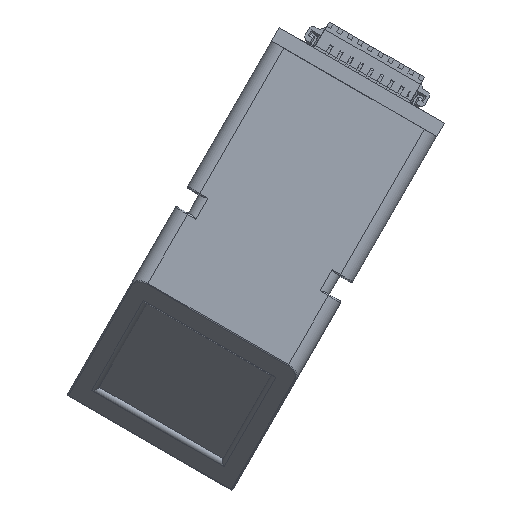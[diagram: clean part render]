
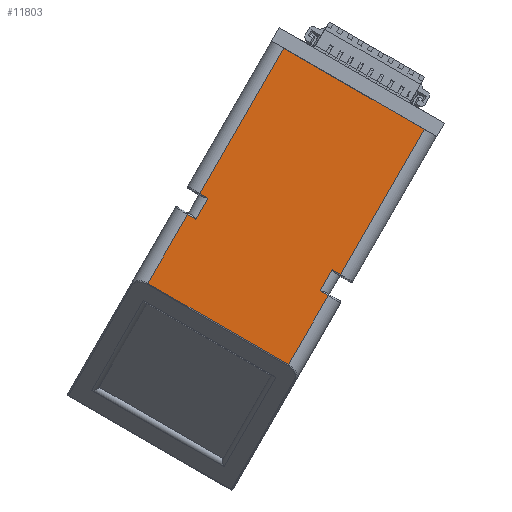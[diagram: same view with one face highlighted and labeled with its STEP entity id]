
A CAD part, top view. The second image highlights one B-rep face of the part: STEP entity #11803.
In plain terms, the highlighted face is planar.
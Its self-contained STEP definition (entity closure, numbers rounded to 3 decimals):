
#916=FACE_OUTER_BOUND('',#1587,.T.);
#1587=EDGE_LOOP('',(#10280,#10281,#10282,#10283,#10284,#10285,#10286,#10287,
#10288,#10289,#10290,#10291));
#3044=LINE('',#18801,#4558);
#3064=LINE('',#18865,#4578);
#3065=LINE('',#18867,#4579);
#3066=LINE('',#18869,#4580);
#3067=LINE('',#18871,#4581);
#3068=LINE('',#18873,#4582);
#3069=LINE('',#18875,#4583);
#3070=LINE('',#18877,#4584);
#3071=LINE('',#18879,#4585);
#3072=LINE('',#18881,#4586);
#3073=LINE('',#18883,#4587);
#3074=LINE('',#18884,#4588);
#4558=VECTOR('',#15436,10.);
#4578=VECTOR('',#15488,10.);
#4579=VECTOR('',#15491,10.);
#4580=VECTOR('',#15492,10.);
#4581=VECTOR('',#15493,10.);
#4582=VECTOR('',#15494,10.);
#4583=VECTOR('',#15495,10.);
#4584=VECTOR('',#15496,10.);
#4585=VECTOR('',#15497,10.);
#4586=VECTOR('',#15498,10.);
#4587=VECTOR('',#15499,10.);
#4588=VECTOR('',#15500,10.);
#5631=VERTEX_POINT('',#18788);
#5633=VERTEX_POINT('',#18794);
#5652=VERTEX_POINT('',#18850);
#5654=VERTEX_POINT('',#18856);
#5656=VERTEX_POINT('',#18868);
#5657=VERTEX_POINT('',#18870);
#5658=VERTEX_POINT('',#18872);
#5659=VERTEX_POINT('',#18874);
#5660=VERTEX_POINT('',#18876);
#5661=VERTEX_POINT('',#18878);
#5662=VERTEX_POINT('',#18880);
#5663=VERTEX_POINT('',#18882);
#7183=EDGE_CURVE('',#5633,#5631,#3044,.T.);
#7213=EDGE_CURVE('',#5652,#5654,#3064,.T.);
#7214=EDGE_CURVE('',#5654,#5633,#3065,.T.);
#7215=EDGE_CURVE('',#5656,#5652,#3066,.T.);
#7216=EDGE_CURVE('',#5656,#5657,#3067,.T.);
#7217=EDGE_CURVE('',#5658,#5657,#3068,.T.);
#7218=EDGE_CURVE('',#5659,#5658,#3069,.T.);
#7219=EDGE_CURVE('',#5660,#5659,#3070,.T.);
#7220=EDGE_CURVE('',#5661,#5660,#3071,.T.);
#7221=EDGE_CURVE('',#5662,#5661,#3072,.T.);
#7222=EDGE_CURVE('',#5663,#5662,#3073,.T.);
#7223=EDGE_CURVE('',#5631,#5663,#3074,.T.);
#10280=ORIENTED_EDGE('',*,*,#7214,.F.);
#10281=ORIENTED_EDGE('',*,*,#7213,.F.);
#10282=ORIENTED_EDGE('',*,*,#7215,.F.);
#10283=ORIENTED_EDGE('',*,*,#7216,.T.);
#10284=ORIENTED_EDGE('',*,*,#7217,.F.);
#10285=ORIENTED_EDGE('',*,*,#7218,.F.);
#10286=ORIENTED_EDGE('',*,*,#7219,.F.);
#10287=ORIENTED_EDGE('',*,*,#7220,.F.);
#10288=ORIENTED_EDGE('',*,*,#7221,.F.);
#10289=ORIENTED_EDGE('',*,*,#7222,.F.);
#10290=ORIENTED_EDGE('',*,*,#7223,.F.);
#10291=ORIENTED_EDGE('',*,*,#7183,.F.);
#11163=PLANE('',#12629);
#11803=ADVANCED_FACE('',(#916),#11163,.T.);
#12629=AXIS2_PLACEMENT_3D('',#18866,#15489,#15490);
#15436=DIRECTION('',(0.,-1.,0.));
#15488=DIRECTION('',(0.,1.,0.));
#15489=DIRECTION('center_axis',(1.,0.,0.));
#15490=DIRECTION('ref_axis',(0.,1.,0.));
#15491=DIRECTION('',(0.,0.,1.));
#15492=DIRECTION('',(0.,0.,1.));
#15493=DIRECTION('',(0.,1.,0.));
#15494=DIRECTION('',(0.,0.,-1.));
#15495=DIRECTION('',(0.,1.,0.));
#15496=DIRECTION('',(0.,0.,-1.));
#15497=DIRECTION('',(0.,-1.,0.));
#15498=DIRECTION('',(0.,0.,-1.));
#15499=DIRECTION('',(0.,1.,0.));
#15500=DIRECTION('',(0.,0.,1.));
#18788=CARTESIAN_POINT('',(23.3,1.5,20.45));
#18794=CARTESIAN_POINT('',(23.3,2.5,20.45));
#18801=CARTESIAN_POINT('',(23.3,0.,20.45));
#18850=CARTESIAN_POINT('',(23.3,1.5,17.85));
#18856=CARTESIAN_POINT('',(23.3,2.5,17.85));
#18865=CARTESIAN_POINT('',(23.3,0.75,17.85));
#18866=CARTESIAN_POINT('Origin',(23.3,0.,0.));
#18867=CARTESIAN_POINT('',(23.3,2.5,10.15));
#18868=CARTESIAN_POINT('',(23.3,1.5,0.));
#18869=CARTESIAN_POINT('',(23.3,1.5,0.));
#18870=CARTESIAN_POINT('',(23.3,18.8,0.));
#18871=CARTESIAN_POINT('',(23.3,0.,0.));
#18872=CARTESIAN_POINT('',(23.3,18.8,17.85));
#18873=CARTESIAN_POINT('',(23.3,18.8,0.));
#18874=CARTESIAN_POINT('',(23.3,17.8,17.85));
#18875=CARTESIAN_POINT('',(23.3,10.15,17.85));
#18876=CARTESIAN_POINT('',(23.3,17.8,20.45));
#18877=CARTESIAN_POINT('',(23.3,17.8,9.));
#18878=CARTESIAN_POINT('',(23.3,18.8,20.45));
#18879=CARTESIAN_POINT('',(23.3,9.4,20.45));
#18880=CARTESIAN_POINT('',(23.3,18.8,28.922));
#18881=CARTESIAN_POINT('',(23.3,18.8,0.));
#18882=CARTESIAN_POINT('',(23.3,1.5,28.922));
#18883=CARTESIAN_POINT('',(23.3,5.125,28.922));
#18884=CARTESIAN_POINT('',(23.3,1.5,0.));
